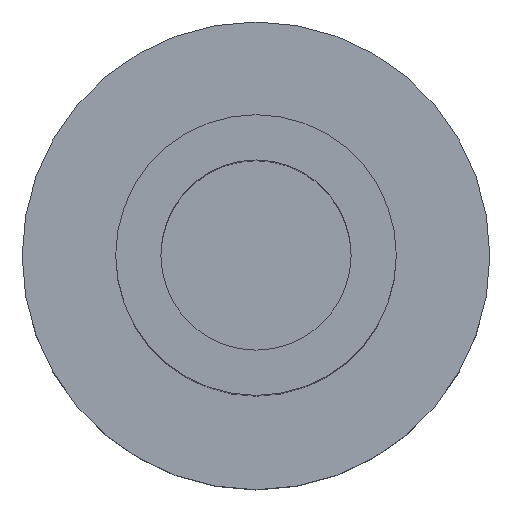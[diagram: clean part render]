
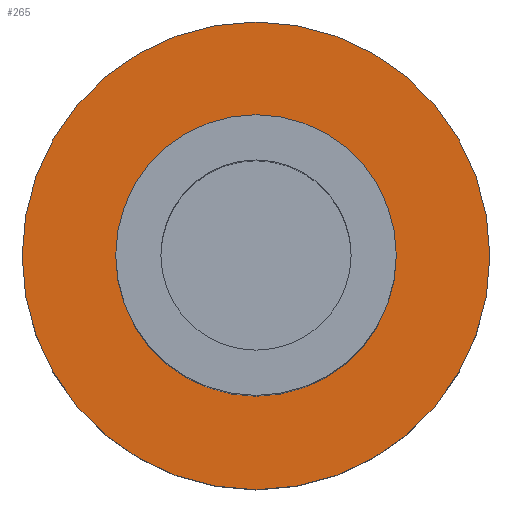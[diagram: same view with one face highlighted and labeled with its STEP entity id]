
A CAD part, top view. The second image highlights one B-rep face of the part: STEP entity #265.
In plain terms, the highlighted planar face has unit normal (0, 0, 1).
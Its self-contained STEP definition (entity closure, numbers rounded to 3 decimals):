
#9 = CARTESIAN_POINT ( 'NONE',  ( 4.5, 0., 5. ) ) ;
#13 = CARTESIAN_POINT ( 'NONE',  ( 0., 0., 5. ) ) ;
#15 = CARTESIAN_POINT ( 'NONE',  ( 0., 0., 5. ) ) ;
#23 = CARTESIAN_POINT ( 'NONE',  ( -7.5, 0., 5. ) ) ;
#28 = EDGE_LOOP ( 'NONE', ( #409, #353 ) ) ;
#33 = AXIS2_PLACEMENT_3D ( 'NONE', #475, #330, #279 ) ;
#34 = FACE_BOUND ( 'NONE', #199, .T. ) ;
#41 = CIRCLE ( 'NONE', #312, 7.5 ) ;
#42 = DIRECTION ( 'NONE',  ( 1., 0., 0. ) ) ;
#55 = DIRECTION ( 'NONE',  ( 1., 0., 0. ) ) ;
#59 = EDGE_CURVE ( 'NONE', #253, #88, #256, .T. ) ;
#88 = VERTEX_POINT ( 'NONE', #393 ) ;
#91 = EDGE_CURVE ( 'NONE', #246, #129, #244, .T. ) ;
#100 = DIRECTION ( 'NONE',  ( 1., 0., 0. ) ) ;
#118 = CARTESIAN_POINT ( 'NONE',  ( 0., 0., 5. ) ) ;
#119 = CIRCLE ( 'NONE', #251, 4.5 ) ;
#128 = CARTESIAN_POINT ( 'NONE',  ( 0., 0., 5. ) ) ;
#129 = VERTEX_POINT ( 'NONE', #9 ) ;
#133 = DIRECTION ( 'NONE',  ( 1., 0., 0. ) ) ;
#143 = DIRECTION ( 'NONE',  ( 0., 0., 1. ) ) ;
#151 = EDGE_CURVE ( 'NONE', #129, #246, #119, .T. ) ;
#181 = FACE_OUTER_BOUND ( 'NONE', #28, .T. ) ;
#199 = EDGE_LOOP ( 'NONE', ( #320, #356 ) ) ;
#244 = CIRCLE ( 'NONE', #440, 4.5 ) ;
#246 = VERTEX_POINT ( 'NONE', #411 ) ;
#251 = AXIS2_PLACEMENT_3D ( 'NONE', #15, #143, #100 ) ;
#253 = VERTEX_POINT ( 'NONE', #23 ) ;
#256 = CIRCLE ( 'NONE', #317, 7.5 ) ;
#265 = ADVANCED_FACE ( 'NONE', ( #34, #181 ), #399, .T. ) ;
#275 = DIRECTION ( 'NONE',  ( 0., 0., 1. ) ) ;
#279 = DIRECTION ( 'NONE',  ( 1., 0., 0. ) ) ;
#312 = AXIS2_PLACEMENT_3D ( 'NONE', #118, #456, #42 ) ;
#317 = AXIS2_PLACEMENT_3D ( 'NONE', #128, #275, #55 ) ;
#320 = ORIENTED_EDGE ( 'NONE', *, *, #91, .F. ) ;
#330 = DIRECTION ( 'NONE',  ( 0., 0., 1. ) ) ;
#353 = ORIENTED_EDGE ( 'NONE', *, *, #387, .T. ) ;
#356 = ORIENTED_EDGE ( 'NONE', *, *, #151, .F. ) ;
#387 = EDGE_CURVE ( 'NONE', #88, #253, #41, .T. ) ;
#393 = CARTESIAN_POINT ( 'NONE',  ( 7.5, 0., 5. ) ) ;
#399 = PLANE ( 'NONE',  #33 ) ;
#409 = ORIENTED_EDGE ( 'NONE', *, *, #59, .T. ) ;
#411 = CARTESIAN_POINT ( 'NONE',  ( -4.5, 0., 5. ) ) ;
#440 = AXIS2_PLACEMENT_3D ( 'NONE', #13, #473, #133 ) ;
#456 = DIRECTION ( 'NONE',  ( 0., 0., 1. ) ) ;
#473 = DIRECTION ( 'NONE',  ( 0., 0., 1. ) ) ;
#475 = CARTESIAN_POINT ( 'NONE',  ( 0., 0., 5. ) ) ;
